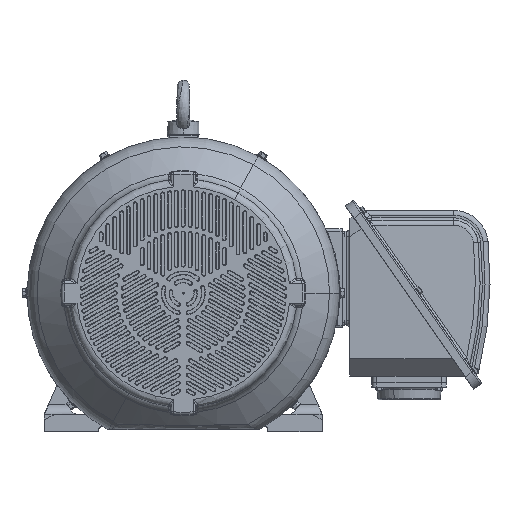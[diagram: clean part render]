
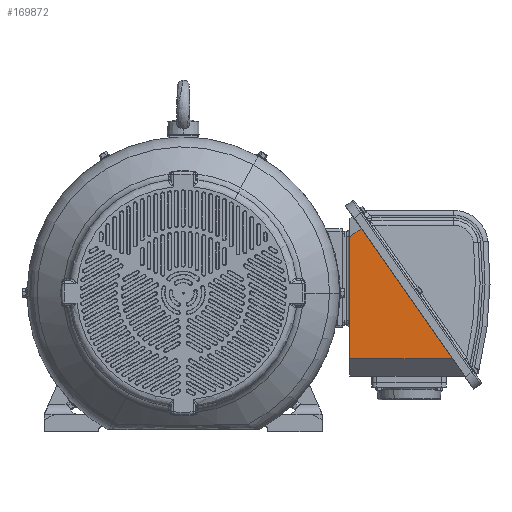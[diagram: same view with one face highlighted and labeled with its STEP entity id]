
A CAD part, left-side view. The second image highlights one B-rep face of the part: STEP entity #169872.
In plain terms, the highlighted planar face has unit normal (-1, 0, 0).
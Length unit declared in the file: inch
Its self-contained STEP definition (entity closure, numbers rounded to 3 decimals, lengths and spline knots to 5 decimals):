
#20097 = CARTESIAN_POINT ( 'NONE',  ( -15.25591, -13.18898, -0.36419 ) ) ;
#20332 = PLANE ( 'NONE',  #146842 ) ;
#20548 = ORIENTED_EDGE ( 'NONE', *, *, #140198, .F. ) ;
#31055 = VECTOR ( 'NONE', #43307, 39.37008 ) ;
#36676 = VECTOR ( 'NONE', #176039, 39.37008 ) ;
#36924 = DIRECTION ( 'NONE',  ( 1., 0., 0. ) ) ;
#43307 = DIRECTION ( 'NONE',  ( 0., -0.819, 0.573 ) ) ;
#51228 = DIRECTION ( 'NONE',  ( 0., 0., 1. ) ) ;
#52255 = LINE ( 'NONE', #20097, #166284 ) ;
#52681 = VERTEX_POINT ( 'NONE', #174625 ) ;
#55986 = VERTEX_POINT ( 'NONE', #177828 ) ;
#56454 = CARTESIAN_POINT ( 'NONE',  ( -15.25591, -17.41241, -5.19685 ) ) ;
#65998 = LINE ( 'NONE', #113775, #36676 ) ;
#67215 = EDGE_CURVE ( 'NONE', #55986, #52681, #139865, .T. ) ;
#68110 = CARTESIAN_POINT ( 'NONE',  ( -15.25591, -13.18898, 1.1811 ) ) ;
#85768 = FACE_OUTER_BOUND ( 'NONE', #167280, .T. ) ;
#102356 = DIRECTION ( 'NONE',  ( 0., 0., 1. ) ) ;
#104904 = EDGE_CURVE ( 'NONE', #147783, #52681, #65998, .T. ) ;
#113775 = CARTESIAN_POINT ( 'NONE',  ( -15.25591, -15.66892, 2.91677 ) ) ;
#115733 = CARTESIAN_POINT ( 'NONE',  ( -15.25591, -13.18898, -5.19685 ) ) ;
#117883 = ORIENTED_EDGE ( 'NONE', *, *, #104904, .T. ) ;
#139865 = LINE ( 'NONE', #168972, #31055 ) ;
#140198 = EDGE_CURVE ( 'NONE', #199708, #55986, #52255, .T. ) ;
#146842 = AXIS2_PLACEMENT_3D ( 'NONE', #68110, #36924, #102356 ) ;
#147783 = VERTEX_POINT ( 'NONE', #184549 ) ;
#157459 = EDGE_CURVE ( 'NONE', #199708, #147783, #198710, .T. ) ;
#166284 = VECTOR ( 'NONE', #51228, 39.37008 ) ;
#167280 = EDGE_LOOP ( 'NONE', ( #185469, #117883, #197774, #20548 ) ) ;
#168972 = CARTESIAN_POINT ( 'NONE',  ( -15.25591, -13.75356, 4.86361 ) ) ;
#169872 = ADVANCED_FACE ( 'NONE', ( #85768 ), #20332, .F. ) ;
#171357 = DIRECTION ( 'NONE',  ( 0., -1., 0. ) ) ;
#174625 = CARTESIAN_POINT ( 'NONE',  ( -15.25591, -14.12461, 5.12331 ) ) ;
#176039 = DIRECTION ( 'NONE',  ( 0., 0.573, 0.819 ) ) ;
#177828 = CARTESIAN_POINT ( 'NONE',  ( -15.25591, -13.18898, 4.46847 ) ) ;
#184549 = CARTESIAN_POINT ( 'NONE',  ( -15.25591, -21.34751, -5.19685 ) ) ;
#185345 = VECTOR ( 'NONE', #171357, 39.37008 ) ;
#185469 = ORIENTED_EDGE ( 'NONE', *, *, #157459, .T. ) ;
#197774 = ORIENTED_EDGE ( 'NONE', *, *, #67215, .F. ) ;
#198710 = LINE ( 'NONE', #56454, #185345 ) ;
#199708 = VERTEX_POINT ( 'NONE', #115733 ) ;
